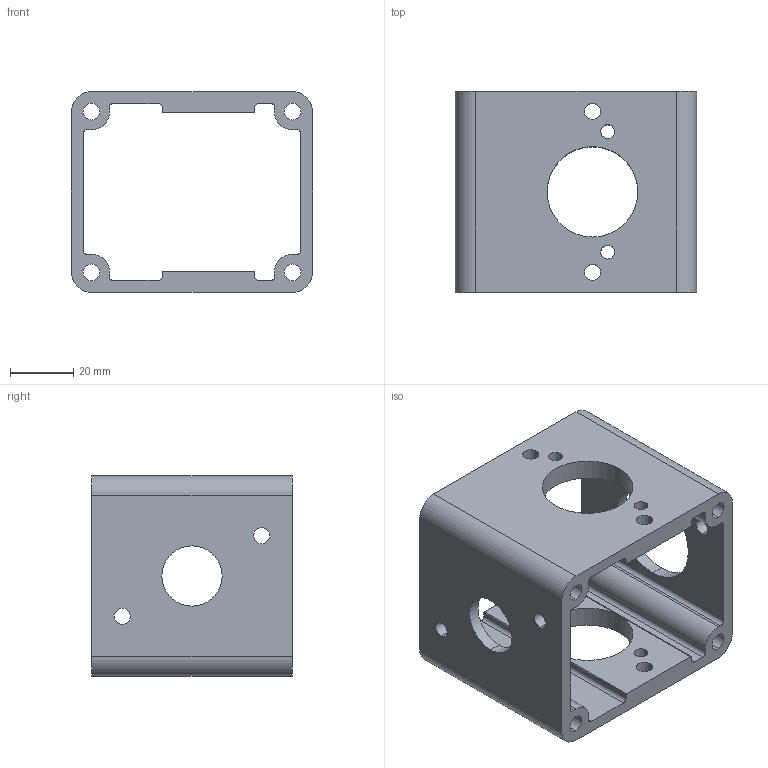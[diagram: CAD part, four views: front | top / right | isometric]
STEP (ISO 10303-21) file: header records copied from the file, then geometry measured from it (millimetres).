
FILE_DESCRIPTION (( 'STEP AP203' ), '1' );
FILE_NAME ('am-2689a - LJ BevelBox Housing Rev2.STEP', '2017-11-14T14:02:03', ( '' ), ( '' ), 'SwSTEP 2.0', 'SolidWorks 2017', '' );
FILE_SCHEMA (( 'CONFIG_CONTROL_DESIGN' ));
Length unit declared in the file: inch
Products named in the file (1): am-2689a - LJ BevelBox Housing Rev2
Bounding box: 76.2 x 63.5 x 63.5 mm (x, y, z)
Volume: 68267.1 mm3; surface area: 37063 mm2
Topology: 1 solids, 1 shells, 86 faces, 252 edges, 168 vertices
Faces by surface type: cylinder 68, plane 18
Entity records: 3095 total; most frequent: DIRECTION 562, CARTESIAN_POINT 507, ORIENTED_EDGE 504, EDGE_CURVE 252, AXIS2_PLACEMENT_3D 223, VERTEX_POINT 168, CIRCLE 136, EDGE_LOOP 128
